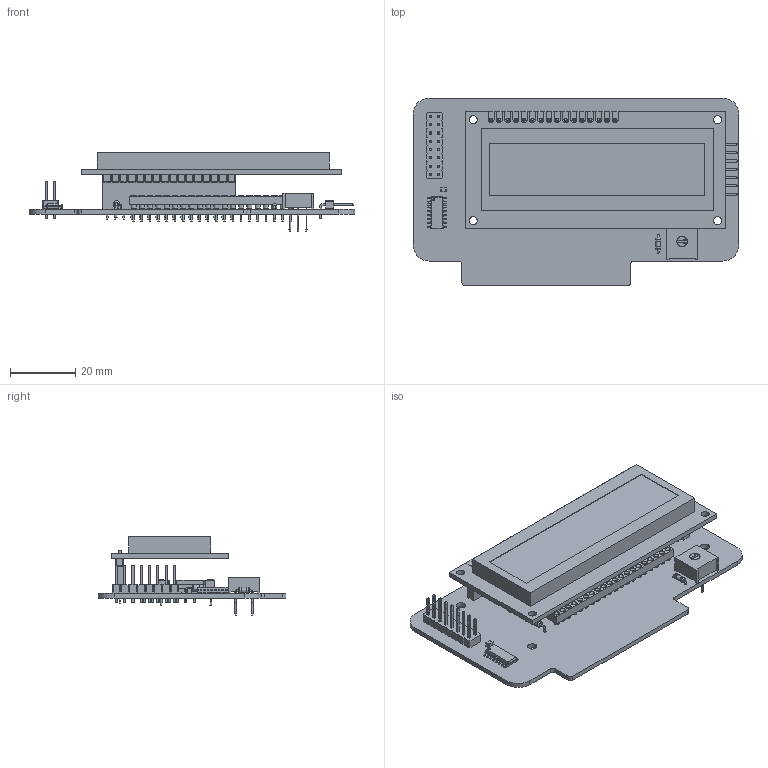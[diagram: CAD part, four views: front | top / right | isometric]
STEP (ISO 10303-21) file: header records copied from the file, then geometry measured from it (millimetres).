
FILE_DESCRIPTION(('KiCad electronic assembly'),'2;1');
FILE_NAME('LCD Card.step','2025-09-09T15:50:03',('Pcbnew'),('Kicad'), 'Open CASCADE STEP processor 7.8','KiCad to STEP converter','Unknown' );
FILE_SCHEMA(('AUTOMOTIVE_DESIGN { 1 0 10303 214 1 1 1 1 }'));
Length unit declared in the file: millimetre
Products named in the file (14): LCD Card 1; LCD 16x2 HD44780 assembly; lcd 16_2 HD44780; dupont_pin_16; PinSocket_1x16_P2.54mm_Vertical; D_DO-35_SOD27_P7.62mm_Horizontal; 3386F-1-103LF; R_Axial_DIN0204_L3.6mm_D1.6mm_P5.08mm_Horizontal; SOIC-16_3.9x9.9mm_P1.27mm; DIP-40_W15.24mm_Socket; PinHeader_2x08_P2.54mm_Vertical; C_0805_2012Metric; PinHeader_1x07_P2.54mm_Horizontal; LCD Card_PCB
Assembly tree (14 placements, depth 3):
  LCD Card 1
    LCD 16x2 HD44780 assembly
      lcd 16_2 HD44780
      dupont_pin_16
    PinSocket_1x16_P2.54mm_Vertical
    D_DO-35_SOD27_P7.62mm_Horizontal
    3386F-1-103LF
    R_Axial_DIN0204_L3.6mm_D1.6mm_P5.08mm_Horizontal
    SOIC-16_3.9x9.9mm_P1.27mm
    DIP-40_W15.24mm_Socket
    PinHeader_2x08_P2.54mm_Vertical
    C_0805_2012Metric  x2
    PinHeader_1x07_P2.54mm_Horizontal
    LCD Card_PCB
Bounding box: 100 x 57.62 x 24.16 mm (x, y, z)
Volume: 24747.3 mm3; surface area: 24984.4 mm2
Topology: 33 solids, 33 shells, 2383 faces, 5556 edges, 3560 vertices
Faces by surface type: plane 1719, cylinder 465, cone 163, bspline 16, torus 14, revolution 6
Full cylindrical faces by diameter (mm): 0.5 x5, 0.508 x80, 0.7 x2, 0.76 x3, 0.8 x42, 0.9 x32, 1 x39, 1.016 x16, 1.44 x1, 1.524 x40, 1.6 x2, 1.724 x40, 2 x2, 2.02 x1, 2.5 x4, 2.8 x4
Entity records: 84755 total; most frequent: CARTESIAN_POINT 11764, DIRECTION 11254, ORIENTED_EDGE 10968, EDGE_CURVE 5484, LINE 4188, VECTOR 4188, AXIS2_PLACEMENT_3D 3530, VERTEX_POINT 3512
